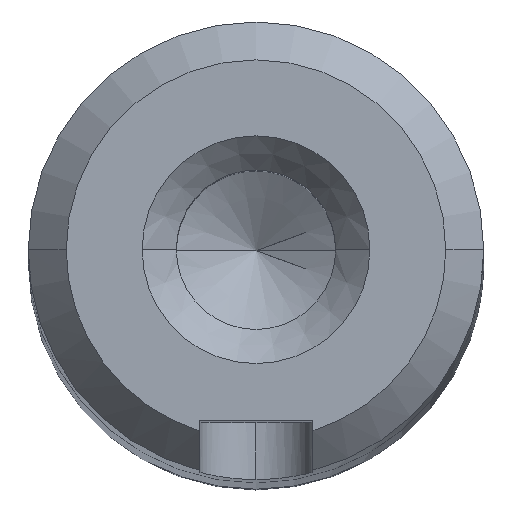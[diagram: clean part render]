
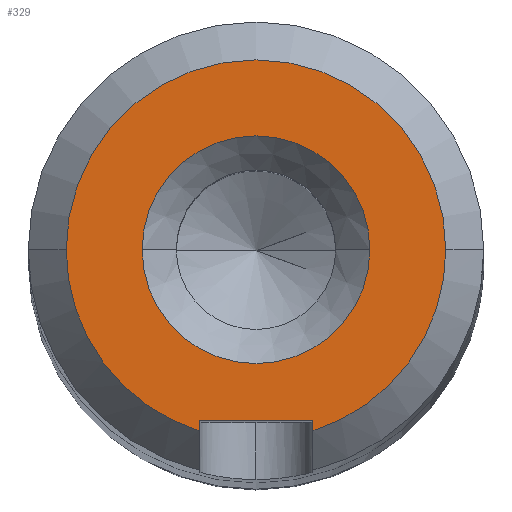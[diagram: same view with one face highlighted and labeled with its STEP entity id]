
A CAD part, top view. The second image highlights one B-rep face of the part: STEP entity #329.
In plain terms, the highlighted planar face has unit normal (0, 0, 1).
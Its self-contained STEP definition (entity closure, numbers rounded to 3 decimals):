
#9 = DIRECTION ( 'NONE',  ( 0., 0., 1. ) ) ;
#16 = FACE_OUTER_BOUND ( 'NONE', #300, .T. ) ;
#38 = LINE ( 'NONE', #143, #879 ) ;
#57 = LINE ( 'NONE', #376, #771 ) ;
#83 = DIRECTION ( 'NONE',  ( 0., 0., 1. ) ) ;
#85 = CARTESIAN_POINT ( 'NONE',  ( 1.5, -4.5, 72.5 ) ) ;
#87 = ORIENTED_EDGE ( 'NONE', *, *, #161, .T. ) ;
#102 = DIRECTION ( 'NONE',  ( 1., 0., 0. ) ) ;
#112 = AXIS2_PLACEMENT_3D ( 'NONE', #929, #896, #677 ) ;
#117 = EDGE_CURVE ( 'NONE', #811, #943, #57, .T. ) ;
#133 = CIRCLE ( 'NONE', #223, 5. ) ;
#143 = CARTESIAN_POINT ( 'NONE',  ( -1.5, -7.5, 72.5 ) ) ;
#153 = EDGE_CURVE ( 'NONE', #397, #218, #178, .T. ) ;
#160 = ORIENTED_EDGE ( 'NONE', *, *, #450, .F. ) ;
#161 = EDGE_CURVE ( 'NONE', #299, #838, #760, .T. ) ;
#167 = DIRECTION ( 'NONE',  ( 0., 1., 0. ) ) ;
#168 = ORIENTED_EDGE ( 'NONE', *, *, #774, .T. ) ;
#175 = CARTESIAN_POINT ( 'NONE',  ( -3., 0., 72.5 ) ) ;
#177 = DIRECTION ( 'NONE',  ( 0., 0., 1. ) ) ;
#178 = CIRCLE ( 'NONE', #228, 3. ) ;
#191 = ORIENTED_EDGE ( 'NONE', *, *, #426, .F. ) ;
#217 = CARTESIAN_POINT ( 'NONE',  ( -1.5, -4.5, 72.5 ) ) ;
#218 = VERTEX_POINT ( 'NONE', #1120 ) ;
#223 = AXIS2_PLACEMENT_3D ( 'NONE', #271, #9, #1108 ) ;
#228 = AXIS2_PLACEMENT_3D ( 'NONE', #631, #473, #958 ) ;
#233 = CARTESIAN_POINT ( 'NONE',  ( 1.5, -7.5, 72.5 ) ) ;
#253 = ORIENTED_EDGE ( 'NONE', *, *, #1221, .T. ) ;
#271 = CARTESIAN_POINT ( 'NONE',  ( 0., 0., 72.5 ) ) ;
#299 = VERTEX_POINT ( 'NONE', #793 ) ;
#300 = EDGE_LOOP ( 'NONE', ( #191, #542, #160, #253, #87, #168 ) ) ;
#310 = AXIS2_PLACEMENT_3D ( 'NONE', #731, #83, #810 ) ;
#329 = ADVANCED_FACE ( 'NONE', ( #16, #971 ), #1042, .T. ) ;
#348 = CARTESIAN_POINT ( 'NONE',  ( -1.5, -4.77, 72.5 ) ) ;
#376 = CARTESIAN_POINT ( 'NONE',  ( -1.5, -4.5, 72.5 ) ) ;
#391 = CIRCLE ( 'NONE', #112, 5. ) ;
#397 = VERTEX_POINT ( 'NONE', #175 ) ;
#412 = AXIS2_PLACEMENT_3D ( 'NONE', #1227, #1144, #627 ) ;
#426 = EDGE_CURVE ( 'NONE', #943, #784, #38, .T. ) ;
#428 = DIRECTION ( 'NONE',  ( 0., -1., 0. ) ) ;
#450 = EDGE_CURVE ( 'NONE', #1107, #811, #926, .T. ) ;
#464 = CARTESIAN_POINT ( 'NONE',  ( -5., 0., 72.5 ) ) ;
#467 = EDGE_LOOP ( 'NONE', ( #1198, #1037 ) ) ;
#468 = DIRECTION ( 'NONE',  ( -1., 0., 0. ) ) ;
#473 = DIRECTION ( 'NONE',  ( 0., 0., 1. ) ) ;
#483 = VECTOR ( 'NONE', #167, 1000. ) ;
#499 = EDGE_CURVE ( 'NONE', #218, #397, #1143, .T. ) ;
#542 = ORIENTED_EDGE ( 'NONE', *, *, #117, .F. ) ;
#627 = DIRECTION ( 'NONE',  ( 1., 0., 0. ) ) ;
#631 = CARTESIAN_POINT ( 'NONE',  ( 0., 0., 72.5 ) ) ;
#677 = DIRECTION ( 'NONE',  ( 1., 0., 0. ) ) ;
#731 = CARTESIAN_POINT ( 'NONE',  ( 0., 0., 72.5 ) ) ;
#760 = CIRCLE ( 'NONE', #904, 5. ) ;
#771 = VECTOR ( 'NONE', #468, 1000. ) ;
#774 = EDGE_CURVE ( 'NONE', #838, #784, #133, .T. ) ;
#784 = VERTEX_POINT ( 'NONE', #348 ) ;
#793 = CARTESIAN_POINT ( 'NONE',  ( 5., 0., 72.5 ) ) ;
#810 = DIRECTION ( 'NONE',  ( 1., 0., 0. ) ) ;
#811 = VERTEX_POINT ( 'NONE', #85 ) ;
#824 = CARTESIAN_POINT ( 'NONE',  ( 0., 0., 72.5 ) ) ;
#838 = VERTEX_POINT ( 'NONE', #464 ) ;
#869 = CARTESIAN_POINT ( 'NONE',  ( 1.5, -4.77, 72.5 ) ) ;
#879 = VECTOR ( 'NONE', #428, 1000. ) ;
#896 = DIRECTION ( 'NONE',  ( 0., 0., 1. ) ) ;
#904 = AXIS2_PLACEMENT_3D ( 'NONE', #824, #177, #102 ) ;
#926 = LINE ( 'NONE', #233, #483 ) ;
#929 = CARTESIAN_POINT ( 'NONE',  ( 0., 0., 72.5 ) ) ;
#943 = VERTEX_POINT ( 'NONE', #217 ) ;
#958 = DIRECTION ( 'NONE',  ( 1., 0., 0. ) ) ;
#971 = FACE_BOUND ( 'NONE', #467, .T. ) ;
#1037 = ORIENTED_EDGE ( 'NONE', *, *, #153, .F. ) ;
#1042 = PLANE ( 'NONE',  #310 ) ;
#1107 = VERTEX_POINT ( 'NONE', #869 ) ;
#1108 = DIRECTION ( 'NONE',  ( 1., 0., 0. ) ) ;
#1120 = CARTESIAN_POINT ( 'NONE',  ( 3., 0., 72.5 ) ) ;
#1143 = CIRCLE ( 'NONE', #412, 3. ) ;
#1144 = DIRECTION ( 'NONE',  ( 0., 0., 1. ) ) ;
#1198 = ORIENTED_EDGE ( 'NONE', *, *, #499, .F. ) ;
#1221 = EDGE_CURVE ( 'NONE', #1107, #299, #391, .T. ) ;
#1227 = CARTESIAN_POINT ( 'NONE',  ( 0., 0., 72.5 ) ) ;
